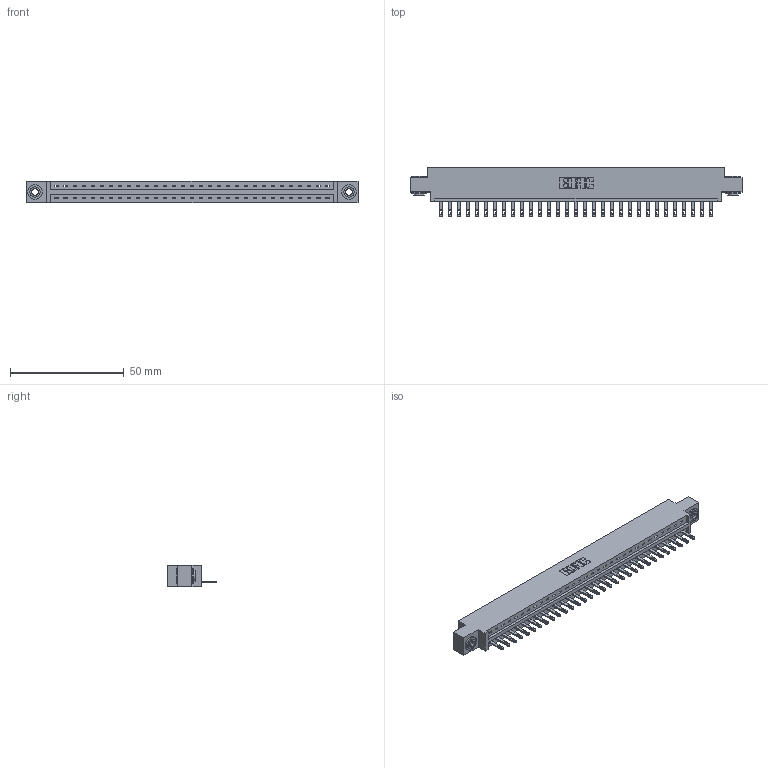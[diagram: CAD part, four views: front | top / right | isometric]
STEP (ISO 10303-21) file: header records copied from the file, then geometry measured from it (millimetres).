
FILE_DESCRIPTION (( 'STEP AP203' ), '1' );
FILE_NAME ('337-031-500-603.STEP', '2019-10-01T00:39:16', ( '' ), ( '' ), 'SwSTEP 2.0', 'SolidWorks 2016', '' );
FILE_SCHEMA (( 'CONFIG_CONTROL_DESIGN' ));
Length unit declared in the file: inch
Products named in the file (4): 345-250-002_345-250-002-102; 345-292-001_345-293-100; 337 Part_0.170 Offset - 0.156 Dia-TH; 337-031-500-603
Assembly tree (34 placements, depth 2):
  337-031-500-603
    337 Part_0.170 Offset - 0.156 Dia-TH
    345-292-001_345-293-100  x31
    345-250-002_345-250-002-102  x2
Bounding box: 145.85 x 21.85 x 9.4 mm (x, y, z)
Volume: 14941.7 mm3; surface area: 15780.5 mm2
Topology: 34 solids, 34 shells, 1954 faces, 5979 edges, 3982 vertices
Faces by surface type: plane 1324, cylinder 622, cone 8
Entity records: 25178 total; most frequent: CARTESIAN_POINT 4362, ORIENTED_EDGE 4322, DIRECTION 3729, EDGE_CURVE 2161, LINE 2005, VECTOR 2005, VERTEX_POINT 1438, AXIS2_PLACEMENT_3D 862
